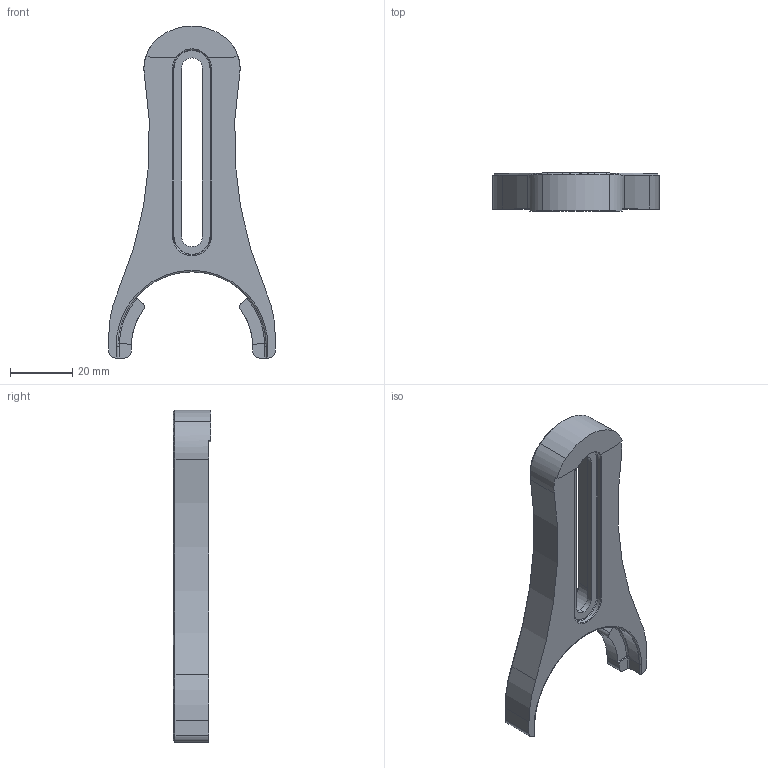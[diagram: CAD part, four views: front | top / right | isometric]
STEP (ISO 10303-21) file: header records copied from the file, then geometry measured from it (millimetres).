
FILE_DESCRIPTION (( 'STEP AP214' ), '1' );
FILE_NAME ('TTN203708-E0W.STEP', '2020-07-20T12:29:18', ( '' ), ( '' ), 'SwSTEP 2.0', 'SolidWorks 2018', '' );
FILE_SCHEMA (( 'AUTOMOTIVE_DESIGN' ));
Length unit declared in the file: inch
Products named in the file (1): TTN203708-E0W
Bounding box: 53.49 x 12.19 x 106.54 mm (x, y, z)
Volume: 22689.9 mm3; surface area: 10118.6 mm2
Topology: 1 solids, 1 shells, 303 faces, 794 edges, 516 vertices
Faces by surface type: plane 166, bspline 72, cylinder 34, cone 18, torus 13
Entity records: 17021 total; most frequent: CARTESIAN_POINT 5984, ORIENTED_EDGE 1588, DIRECTION 1226, EDGE_CURVE 794, VECTOR 526, LINE 526, VERTEX_POINT 516, AXIS2_PLACEMENT_3D 350
